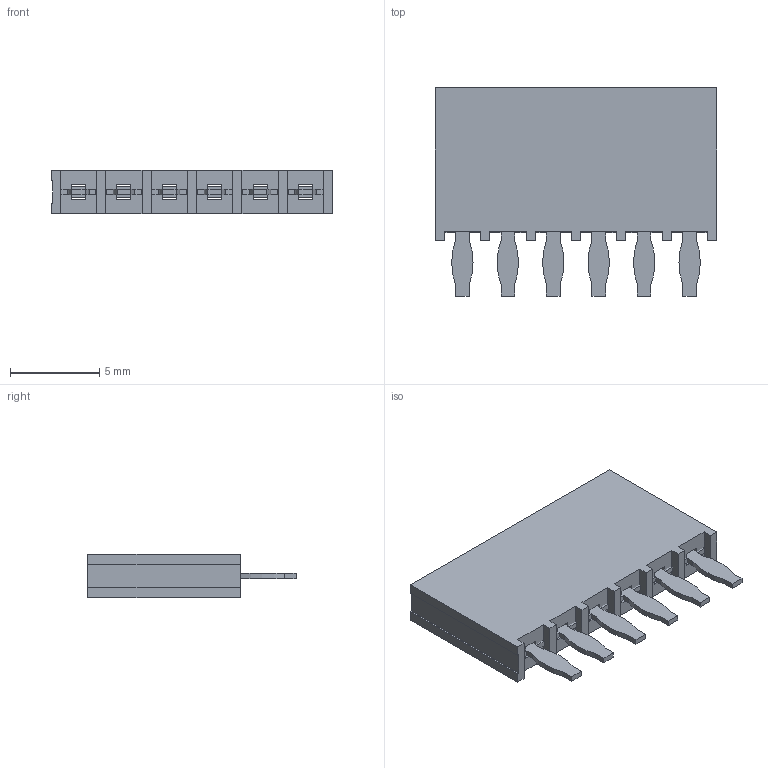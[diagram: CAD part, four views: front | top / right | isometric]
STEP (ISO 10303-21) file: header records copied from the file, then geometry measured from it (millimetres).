
FILE_DESCRIPTION(/* description */ ('STEP AP214'),/* implementation_level */ '2;1');
FILE_NAME(/* name */ 'PHF-106-01-S-S',/* time_stamp */ '2023-03-01T16:45:20+01:00',/* author */ ('License CC BY-ND 4.0'),/* organization */ ('CADENAS'),/* preprocessor_version */ 'ST-DEVELOPER v18.102',/* originating_system */ 'PARTsolutions',/* authorisation */ ' ');
FILE_SCHEMA (('AUTOMOTIVE_DESIGN {1 0 10303 214 3 1 1}'));
Length unit declared in the file: inch
Products named in the file (3): PHF-106-01-S-S; PHF106-01-S-S_pins; PHF106-01-S-S_terminal
Assembly tree (2 placements, depth 2):
  PHF-106-01-S-S
    PHF106-01-S-S_pins
    PHF106-01-S-S_terminal
Bounding box: 15.75 x 11.63 x 2.41 mm (x, y, z)
Volume: 298.3 mm3; surface area: 735.6 mm2
Topology: 2 solids, 2 shells, 234 faces, 666 edges, 444 vertices
Faces by surface type: plane 222, cylinder 12
Entity records: 7576 total; most frequent: CARTESIAN_POINT 1347, ORIENTED_EDGE 1332, DIRECTION 1164, EDGE_CURVE 666, LINE 642, VECTOR 642, VERTEX_POINT 444, AXIS2_PLACEMENT_3D 261
